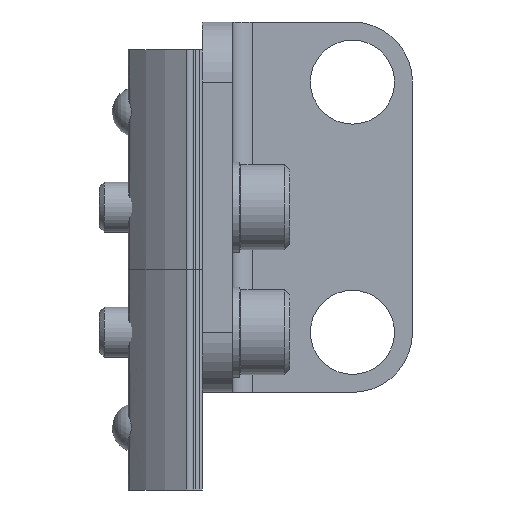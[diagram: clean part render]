
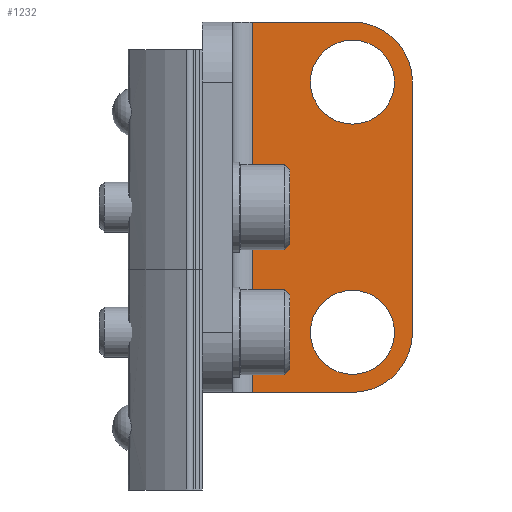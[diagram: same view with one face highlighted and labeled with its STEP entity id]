
A CAD part, front view. The second image highlights one B-rep face of the part: STEP entity #1232.
In plain terms, the highlighted face is planar.
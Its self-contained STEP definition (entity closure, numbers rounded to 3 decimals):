
#130=CIRCLE('',#1373,4.2);
#131=CIRCLE('',#1374,4.2);
#132=CIRCLE('',#1375,6.);
#133=CIRCLE('',#1376,6.);
#235=ORIENTED_EDGE('',*,*,#563,.T.);
#236=ORIENTED_EDGE('',*,*,#564,.T.);
#237=ORIENTED_EDGE('',*,*,#530,.T.);
#238=ORIENTED_EDGE('',*,*,#565,.T.);
#239=ORIENTED_EDGE('',*,*,#547,.T.);
#240=ORIENTED_EDGE('',*,*,#566,.F.);
#241=ORIENTED_EDGE('',*,*,#534,.F.);
#242=ORIENTED_EDGE('',*,*,#567,.T.);
#530=EDGE_CURVE('',#700,#699,#815,.T.);
#534=EDGE_CURVE('',#703,#704,#819,.T.);
#547=EDGE_CURVE('',#709,#716,#828,.T.);
#563=EDGE_CURVE('',#726,#726,#130,.T.);
#564=EDGE_CURVE('',#727,#727,#131,.T.);
#565=EDGE_CURVE('',#699,#709,#132,.T.);
#566=EDGE_CURVE('',#704,#716,#835,.T.);
#567=EDGE_CURVE('',#703,#700,#133,.T.);
#699=VERTEX_POINT('',#1915);
#700=VERTEX_POINT('',#1917);
#703=VERTEX_POINT('',#1924);
#704=VERTEX_POINT('',#1926);
#709=VERTEX_POINT('',#1938);
#716=VERTEX_POINT('',#1951);
#726=VERTEX_POINT('',#1983);
#727=VERTEX_POINT('',#1985);
#815=LINE('',#1916,#893);
#819=LINE('',#1925,#897);
#828=LINE('',#1952,#906);
#835=LINE('',#1987,#913);
#893=VECTOR('',#1517,1000.);
#897=VECTOR('',#1523,1000.);
#906=VECTOR('',#1542,1000.);
#913=VECTOR('',#1583,1000.);
#981=EDGE_LOOP('',(#235));
#982=EDGE_LOOP('',(#236));
#983=EDGE_LOOP('',(#237,#238,#239,#240,#241,#242));
#1091=FACE_BOUND('',#981,.T.);
#1092=FACE_BOUND('',#982,.T.);
#1093=FACE_BOUND('',#983,.T.);
#1196=PLANE('',#1372);
#1232=ADVANCED_FACE('',(#1091,#1092,#1093),#1196,.F.);
#1372=AXIS2_PLACEMENT_3D('',#1981,#1575,#1576);
#1373=AXIS2_PLACEMENT_3D('',#1982,#1577,#1578);
#1374=AXIS2_PLACEMENT_3D('',#1984,#1579,#1580);
#1375=AXIS2_PLACEMENT_3D('',#1986,#1581,#1582);
#1376=AXIS2_PLACEMENT_3D('',#1988,#1584,#1585);
#1517=DIRECTION('',(0.,0.,-1.));
#1523=DIRECTION('',(-1.,0.,0.));
#1542=DIRECTION('',(-1.,0.,0.));
#1575=DIRECTION('',(0.,-1.,0.));
#1576=DIRECTION('',(0.,0.,-1.));
#1577=DIRECTION('',(0.,-1.,0.));
#1578=DIRECTION('',(0.,0.,-1.));
#1579=DIRECTION('',(0.,-1.,0.));
#1580=DIRECTION('',(0.,0.,-1.));
#1581=DIRECTION('',(0.,1.,0.));
#1582=DIRECTION('',(1.,0.,0.));
#1583=DIRECTION('',(0.,0.,-1.));
#1584=DIRECTION('',(0.,1.,0.));
#1585=DIRECTION('',(1.,0.,0.));
#1915=CARTESIAN_POINT('',(21.,3.,-12.5));
#1916=CARTESIAN_POINT('',(21.,3.,18.5));
#1917=CARTESIAN_POINT('',(21.,3.,12.5));
#1924=CARTESIAN_POINT('',(15.,3.,18.5));
#1925=CARTESIAN_POINT('',(21.,3.,18.5));
#1926=CARTESIAN_POINT('',(5.,3.,18.5));
#1938=CARTESIAN_POINT('',(15.,3.,-18.5));
#1951=CARTESIAN_POINT('',(5.,3.,-18.5));
#1952=CARTESIAN_POINT('',(21.,3.,-18.5));
#1981=CARTESIAN_POINT('',(21.,3.,18.5));
#1982=CARTESIAN_POINT('',(15.,3.,-12.5));
#1983=CARTESIAN_POINT('',(15.,3.,-16.7));
#1984=CARTESIAN_POINT('',(15.,3.,12.5));
#1985=CARTESIAN_POINT('',(15.,3.,8.3));
#1986=CARTESIAN_POINT('',(15.,3.,-12.5));
#1987=CARTESIAN_POINT('',(5.,3.,18.5));
#1988=CARTESIAN_POINT('',(15.,3.,12.5));
